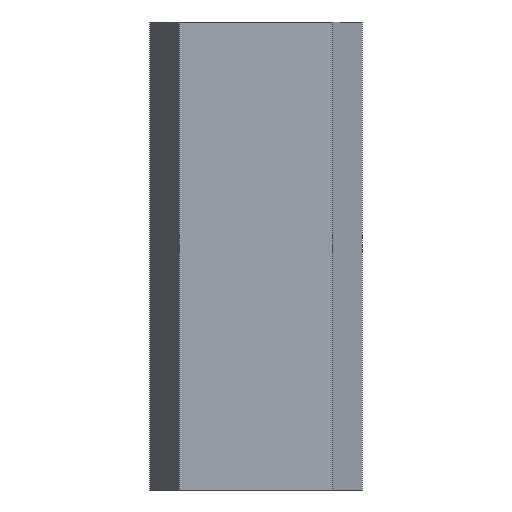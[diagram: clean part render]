
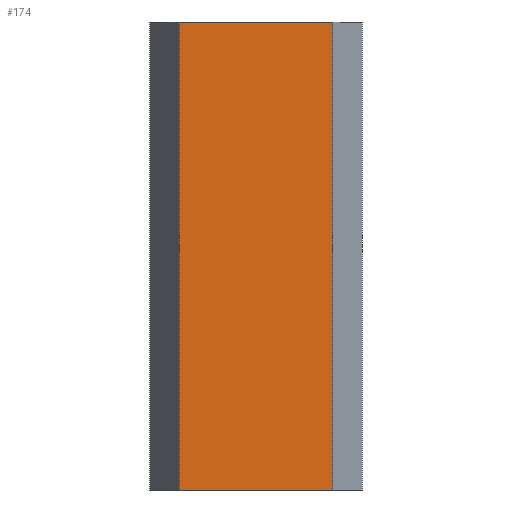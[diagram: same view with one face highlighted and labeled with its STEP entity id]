
A CAD part, front view. The second image highlights one B-rep face of the part: STEP entity #174.
In plain terms, the highlighted planar face has unit normal (0, -1, 0).
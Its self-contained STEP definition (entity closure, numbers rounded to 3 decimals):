
#5 = CARTESIAN_POINT ( 'NONE',  ( 0., -0.1, -2.75 ) ) ;
#6 = VECTOR ( 'NONE', #11, 1000. ) ;
#8 = CARTESIAN_POINT ( 'NONE',  ( -0.904, -0.1, -2.75 ) ) ;
#11 = DIRECTION ( 'NONE',  ( 0., 0., 1. ) ) ;
#17 = EDGE_CURVE ( 'NONE', #204, #210, #165, .T. ) ;
#19 = VECTOR ( 'NONE', #67, 1000. ) ;
#25 = ORIENTED_EDGE ( 'NONE', *, *, #17, .F. ) ;
#38 = CARTESIAN_POINT ( 'NONE',  ( 0.904, -0.1, -2.75 ) ) ;
#39 = VECTOR ( 'NONE', #177, 1000. ) ;
#43 = PLANE ( 'NONE',  #224 ) ;
#44 = DIRECTION ( 'NONE',  ( 1., 0., 0. ) ) ;
#49 = ORIENTED_EDGE ( 'NONE', *, *, #88, .T. ) ;
#58 = CARTESIAN_POINT ( 'NONE',  ( -0.904, -0.1, -2.75 ) ) ;
#59 = ORIENTED_EDGE ( 'NONE', *, *, #117, .F. ) ;
#66 = CARTESIAN_POINT ( 'NONE',  ( -0.904, -0.1, 2.75 ) ) ;
#67 = DIRECTION ( 'NONE',  ( 1., 0., 0. ) ) ;
#76 = CARTESIAN_POINT ( 'NONE',  ( 0.904, -0.1, 2.75 ) ) ;
#88 = EDGE_CURVE ( 'NONE', #175, #210, #109, .T. ) ;
#99 = ORIENTED_EDGE ( 'NONE', *, *, #100, .T. ) ;
#100 = EDGE_CURVE ( 'NONE', #202, #175, #230, .T. ) ;
#102 = CARTESIAN_POINT ( 'NONE',  ( 0., -0.1, -2.75 ) ) ;
#109 = LINE ( 'NONE', #179, #39 ) ;
#117 = EDGE_CURVE ( 'NONE', #202, #204, #236, .T. ) ;
#149 = DIRECTION ( 'NONE',  ( 0., -1., 0. ) ) ;
#155 = CARTESIAN_POINT ( 'NONE',  ( 0., -0.1, 2.75 ) ) ;
#157 = DIRECTION ( 'NONE',  ( 1., 0., 0. ) ) ;
#165 = LINE ( 'NONE', #155, #232 ) ;
#174 = ADVANCED_FACE ( 'NONE', ( #217 ), #43, .T. ) ;
#175 = VERTEX_POINT ( 'NONE', #38 ) ;
#177 = DIRECTION ( 'NONE',  ( 0., 0., 1. ) ) ;
#179 = CARTESIAN_POINT ( 'NONE',  ( 0.904, -0.1, -2.75 ) ) ;
#182 = EDGE_LOOP ( 'NONE', ( #49, #25, #59, #99 ) ) ;
#202 = VERTEX_POINT ( 'NONE', #58 ) ;
#204 = VERTEX_POINT ( 'NONE', #66 ) ;
#210 = VERTEX_POINT ( 'NONE', #76 ) ;
#217 = FACE_OUTER_BOUND ( 'NONE', #182, .T. ) ;
#224 = AXIS2_PLACEMENT_3D ( 'NONE', #102, #149, #44 ) ;
#230 = LINE ( 'NONE', #5, #19 ) ;
#232 = VECTOR ( 'NONE', #157, 1000. ) ;
#236 = LINE ( 'NONE', #8, #6 ) ;
